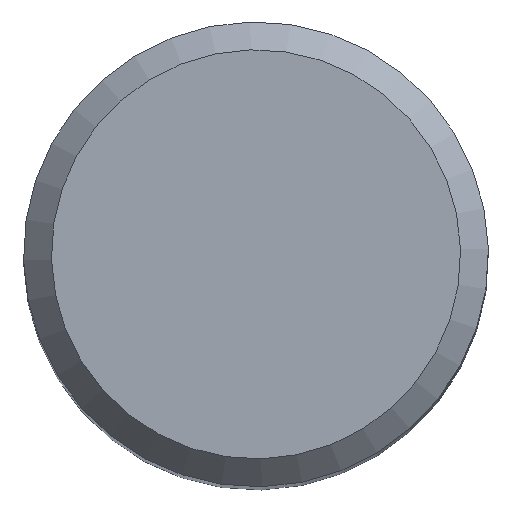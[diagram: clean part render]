
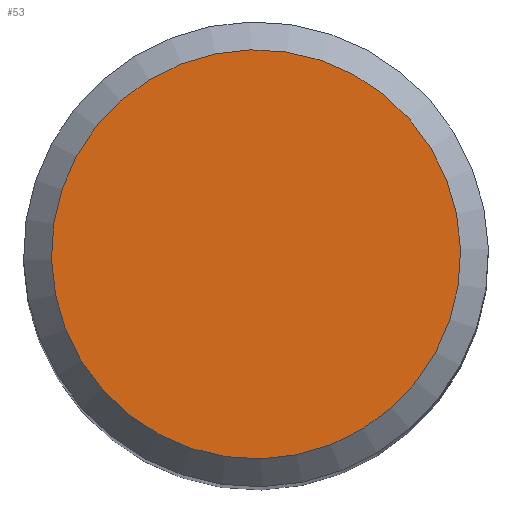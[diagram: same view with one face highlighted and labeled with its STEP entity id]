
A CAD part, top view. The second image highlights one B-rep face of the part: STEP entity #53.
In plain terms, the highlighted planar face has unit normal (0, 0, 1).
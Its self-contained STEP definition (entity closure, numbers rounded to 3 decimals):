
#39=PLANE('',#204);
#43=FACE_OUTER_BOUND('',#88,.T.);
#53=ADVANCED_FACE('',(#43),#39,.T.);
#88=EDGE_LOOP('',(#108));
#108=ORIENTED_EDGE('',*,*,#137,.T.);
#127=VERTEX_POINT('',#290);
#137=EDGE_CURVE('',#127,#127,#150,.T.);
#150=CIRCLE('',#203,4.4);
#203=AXIS2_PLACEMENT_3D('',#289,#242,#243);
#204=AXIS2_PLACEMENT_3D('',#291,#244,#245);
#242=DIRECTION('',(0.,0.,1.));
#243=DIRECTION('',(-0.948,0.318,0.));
#244=DIRECTION('',(0.,0.,1.));
#245=DIRECTION('',(-0.948,0.318,0.));
#289=CARTESIAN_POINT('',(0.,0.,0.));
#290=CARTESIAN_POINT('',(-4.171,1.4,0.));
#291=CARTESIAN_POINT('',(0.,0.,0.));
